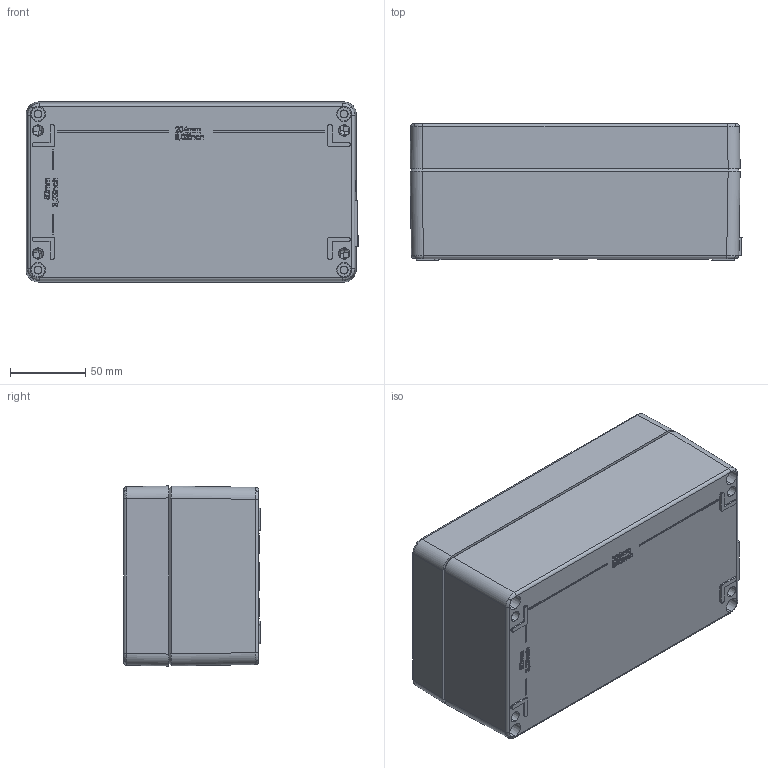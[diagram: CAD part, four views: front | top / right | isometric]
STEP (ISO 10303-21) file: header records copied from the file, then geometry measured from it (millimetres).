
FILE_DESCRIPTION (( 'STEP AP214' ), '1' );
FILE_NAME ('25122209.STEP', '2012-06-14T06:04:37', ( ' ' ), ( '' ), 'SwSTEP 2.0', 'SolidWorks 2011', '' );
FILE_SCHEMA (( 'AUTOMOTIVE_DESIGN' ));
Length unit declared in the file: millimetre
Products named in the file (10): 92441; 92081; 95947; 83171; 01122209_Ex Ausführung; 82014; 93136; 02523; 01152_Bearbeitung_n_ZngNr.:_01-2-011510-01-0; 25122209
Assembly tree (12 placements, depth 3):
  25122209
    95947
    01122209_Ex Ausführung
      02523
      01152_Bearbeitung_n_ZngNr.:_01-2-011510-01-0
      93136  x4
      82014
    92441
    92081
    83171
Bounding box: 221.23 x 91 x 120 mm (x, y, z)
Volume: 538414.6 mm3; surface area: 245248.4 mm2
Topology: 11 solids, 11 shells, 1315 faces, 3296 edges, 2076 vertices
Faces by surface type: plane 573, bspline 344, cylinder 182, cone 174, torus 42
Entity records: 53270 total; most frequent: CARTESIAN_POINT 26234, ORIENTED_EDGE 6046, DIRECTION 4528, EDGE_CURVE 3023, VERTEX_POINT 1926, VECTOR 1708, LINE 1708, AXIS2_PLACEMENT_3D 1410
